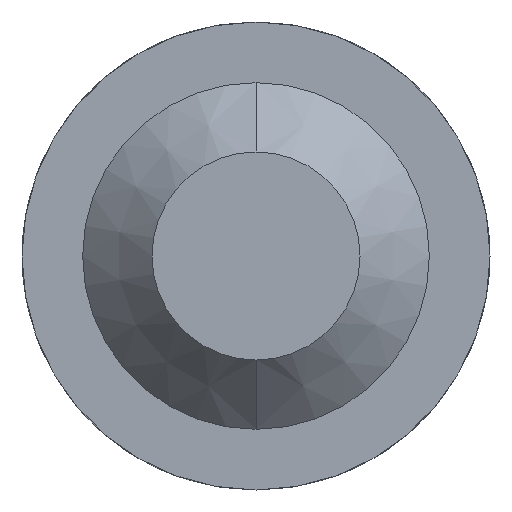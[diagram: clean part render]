
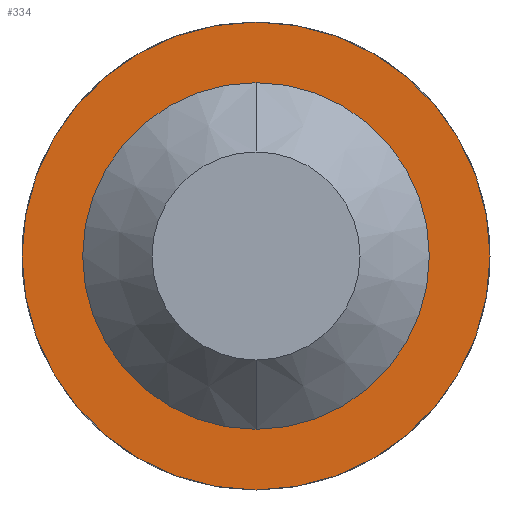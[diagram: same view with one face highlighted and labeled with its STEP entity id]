
A CAD part, front view. The second image highlights one B-rep face of the part: STEP entity #334.
In plain terms, the highlighted planar face has unit normal (0, -1, 0).
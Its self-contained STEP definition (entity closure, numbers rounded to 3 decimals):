
#61 = CARTESIAN_POINT ( 'NONE',  ( 0., 12., 0. ) ) ;
#330 = CIRCLE ( 'NONE', #1468, 0.5 ) ;
#334 = ADVANCED_FACE ( 'Defeature ausgef�hrt2_4', ( #2145, #4097 ), #3454, .T. ) ;
#390 = DIRECTION ( 'NONE',  ( 0., -1., 0. ) ) ;
#413 = CIRCLE ( 'NONE', #1234, 0.675 ) ;
#587 = VERTEX_POINT ( 'NONE', #2050 ) ;
#700 = DIRECTION ( 'NONE',  ( 0., 0., -1. ) ) ;
#794 = AXIS2_PLACEMENT_3D ( 'NONE', #944, #2531, #2823 ) ;
#944 = CARTESIAN_POINT ( 'NONE',  ( 0.5, 12., 0. ) ) ;
#952 = CARTESIAN_POINT ( 'NONE',  ( 0., 12., 0.675 ) ) ;
#954 = CARTESIAN_POINT ( 'NONE',  ( 0., 12., 0. ) ) ;
#1022 = VERTEX_POINT ( 'NONE', #1778 ) ;
#1059 = EDGE_CURVE ( 'Defeature ausgef�hrt2_2+Defeature ausgef�hrt2_4+Defeature ausgef�hrt2_4+Defeature ausgef�hrt2_4', #587, #1666, #3300, .T. ) ;
#1133 = DIRECTION ( 'NONE',  ( 0., 0., -1. ) ) ;
#1234 = AXIS2_PLACEMENT_3D ( 'NONE', #954, #2536, #4080 ) ;
#1314 = ORIENTED_EDGE ( 'NONE', *, *, #1594, .T. ) ;
#1468 = AXIS2_PLACEMENT_3D ( 'NONE', #61, #390, #700 ) ;
#1594 = EDGE_CURVE ( 'Defeature ausgef�hrt2_4+Defeature ausgef�hrt2_5+Defeature ausgef�hrt2_5+Defeature ausgef�hrt2_5', #1928, #1022, #3598, .T. ) ;
#1666 = VERTEX_POINT ( 'NONE', #2411 ) ;
#1761 = DIRECTION ( 'NONE',  ( 0., -1., 0. ) ) ;
#1778 = CARTESIAN_POINT ( 'NONE',  ( 0., 12., -0.675 ) ) ;
#1928 = VERTEX_POINT ( 'NONE', #952 ) ;
#1975 = ORIENTED_EDGE ( 'NONE', *, *, #1059, .F. ) ;
#2004 = DIRECTION ( 'NONE',  ( 0., 0., -1. ) ) ;
#2034 = EDGE_CURVE ( 'Defeature ausgef�hrt2_2+Defeature ausgef�hrt2_4+Defeature ausgef�hrt2_4+Defeature ausgef�hrt2_4', #1666, #587, #330, .T. ) ;
#2050 = CARTESIAN_POINT ( 'NONE',  ( 0., 12., -0.5 ) ) ;
#2085 = ORIENTED_EDGE ( 'NONE', *, *, #2034, .F. ) ;
#2145 = FACE_OUTER_BOUND ( 'NONE', #2984, .T. ) ;
#2339 = CARTESIAN_POINT ( 'NONE',  ( 0., 12., 0. ) ) ;
#2411 = CARTESIAN_POINT ( 'NONE',  ( 0., 12., 0.5 ) ) ;
#2531 = DIRECTION ( 'NONE',  ( 0., -1., 0. ) ) ;
#2536 = DIRECTION ( 'NONE',  ( 0., -1., 0. ) ) ;
#2578 = AXIS2_PLACEMENT_3D ( 'NONE', #3682, #1761, #1133 ) ;
#2644 = DIRECTION ( 'NONE',  ( 0., -1., 0. ) ) ;
#2681 = ORIENTED_EDGE ( 'NONE', *, *, #3038, .T. ) ;
#2823 = DIRECTION ( 'NONE',  ( 0., 0., -1. ) ) ;
#2984 = EDGE_LOOP ( 'NONE', ( #2681, #1314 ) ) ;
#3038 = EDGE_CURVE ( 'Defeature ausgef�hrt2_4+Defeature ausgef�hrt2_5+Defeature ausgef�hrt2_5+Defeature ausgef�hrt2_5', #1022, #1928, #413, .T. ) ;
#3300 = CIRCLE ( 'NONE', #2578, 0.5 ) ;
#3454 = PLANE ( 'NONE',  #794 ) ;
#3598 = CIRCLE ( 'NONE', #3660, 0.675 ) ;
#3660 = AXIS2_PLACEMENT_3D ( 'NONE', #2339, #2644, #2004 ) ;
#3682 = CARTESIAN_POINT ( 'NONE',  ( 0., 12., 0. ) ) ;
#4036 = EDGE_LOOP ( 'NONE', ( #1975, #2085 ) ) ;
#4080 = DIRECTION ( 'NONE',  ( 0., 0., -1. ) ) ;
#4097 = FACE_BOUND ( 'NONE', #4036, .T. ) ;
